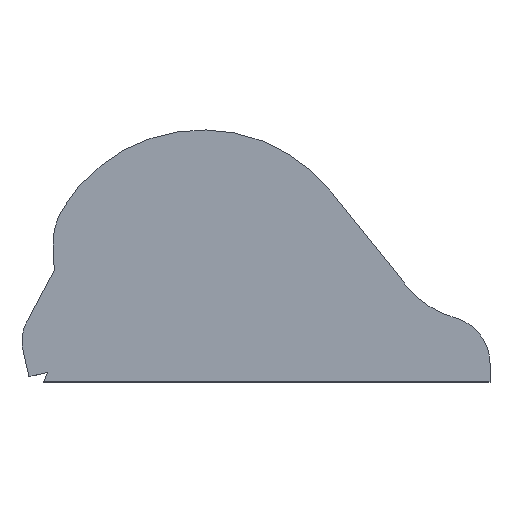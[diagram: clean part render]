
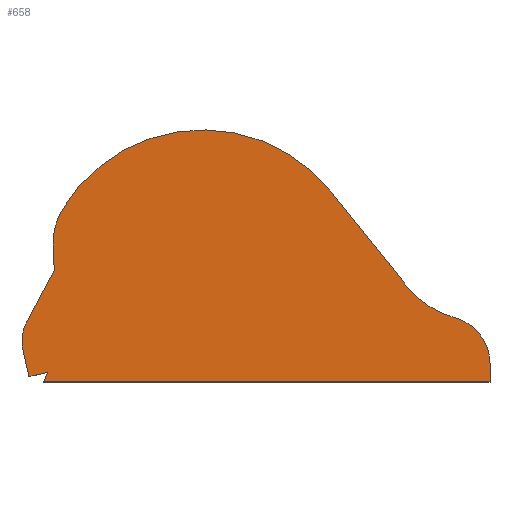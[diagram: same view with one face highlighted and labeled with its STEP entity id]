
A CAD part, top view. The second image highlights one B-rep face of the part: STEP entity #658.
In plain terms, the highlighted planar face has unit normal (0, 0, 1).
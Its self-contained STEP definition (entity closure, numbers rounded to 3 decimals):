
#4 = DIRECTION ( 'NONE',  ( -0.471, -0.882, 0. ) ) ;
#10 = LINE ( 'NONE', #276, #81 ) ;
#11 = AXIS2_PLACEMENT_3D ( 'NONE', #784, #206, #472 ) ;
#15 = VERTEX_POINT ( 'NONE', #263 ) ;
#19 = DIRECTION ( 'NONE',  ( 1., 0., 0. ) ) ;
#24 = VECTOR ( 'NONE', #786, 1000. ) ;
#25 = EDGE_CURVE ( 'NONE', #369, #718, #681, .T. ) ;
#29 = DIRECTION ( 'NONE',  ( 0., 0., -1. ) ) ;
#30 = VERTEX_POINT ( 'NONE', #340 ) ;
#57 = CARTESIAN_POINT ( 'NONE',  ( 93.076, 27.911, 14. ) ) ;
#58 = CARTESIAN_POINT ( 'NONE',  ( 104.5, 4.783, 14. ) ) ;
#61 = CIRCLE ( 'NONE', #851, 25.531 ) ;
#75 = CARTESIAN_POINT ( 'NONE',  ( -5.48, 8.61, 14. ) ) ;
#80 = DIRECTION ( 'NONE',  ( 0.217, -0.976, 0. ) ) ;
#81 = VECTOR ( 'NONE', #621, 1000. ) ;
#98 = CARTESIAN_POINT ( 'NONE',  ( 1., 2.5, 14. ) ) ;
#104 = ORIENTED_EDGE ( 'NONE', *, *, #734, .T. ) ;
#106 = AXIS2_PLACEMENT_3D ( 'NONE', #58, #383, #729 ) ;
#110 = EDGE_CURVE ( 'NONE', #136, #240, #133, .T. ) ;
#113 = LINE ( 'NONE', #250, #199 ) ;
#133 = LINE ( 'NONE', #333, #328 ) ;
#136 = VERTEX_POINT ( 'NONE', #642 ) ;
#152 = CIRCLE ( 'NONE', #11, 17. ) ;
#153 = ORIENTED_EDGE ( 'NONE', *, *, #110, .T. ) ;
#154 = EDGE_CURVE ( 'NONE', #240, #384, #467, .T. ) ;
#196 = ORIENTED_EDGE ( 'NONE', *, *, #154, .T. ) ;
#199 = VECTOR ( 'NONE', #721, 1000. ) ;
#202 = FACE_OUTER_BOUND ( 'NONE', #443, .T. ) ;
#206 = DIRECTION ( 'NONE',  ( 0., 0., 1. ) ) ;
#237 = VECTOR ( 'NONE', #282, 1000. ) ;
#238 = VERTEX_POINT ( 'NONE', #696 ) ;
#240 = VERTEX_POINT ( 'NONE', #433 ) ;
#250 = CARTESIAN_POINT ( 'NONE',  ( 2.5, 35.917, 14. ) ) ;
#256 = CARTESIAN_POINT ( 'NONE',  ( 75.224, 50.074, 14. ) ) ;
#263 = CARTESIAN_POINT ( 'NONE',  ( 0., 0., 14. ) ) ;
#276 = CARTESIAN_POINT ( 'NONE',  ( 1., 2.5, 14. ) ) ;
#282 = DIRECTION ( 'NONE',  ( -0.627, 0.779, 0. ) ) ;
#287 = CARTESIAN_POINT ( 'NONE',  ( -3.881, 1.415, 14. ) ) ;
#288 = LINE ( 'NONE', #75, #339 ) ;
#291 = PLANE ( 'NONE',  #862 ) ;
#306 = VERTEX_POINT ( 'NONE', #568 ) ;
#310 = ORIENTED_EDGE ( 'NONE', *, *, #404, .T. ) ;
#316 = ORIENTED_EDGE ( 'NONE', *, *, #531, .T. ) ;
#328 = VECTOR ( 'NONE', #4, 1000. ) ;
#333 = CARTESIAN_POINT ( 'NONE',  ( 2.753, 29.162, 14. ) ) ;
#335 = DIRECTION ( 'NONE',  ( 0., 0., 1. ) ) ;
#339 = VECTOR ( 'NONE', #80, 1000. ) ;
#340 = CARTESIAN_POINT ( 'NONE',  ( 107.868, 16.82, 14. ) ) ;
#352 = CIRCLE ( 'NONE', #106, 12.5 ) ;
#353 = ORIENTED_EDGE ( 'NONE', *, *, #387, .T. ) ;
#369 = VERTEX_POINT ( 'NONE', #256 ) ;
#372 = ORIENTED_EDGE ( 'NONE', *, *, #456, .T. ) ;
#383 = DIRECTION ( 'NONE',  ( 0., 0., 1. ) ) ;
#384 = VERTEX_POINT ( 'NONE', #865 ) ;
#387 = EDGE_CURVE ( 'NONE', #641, #136, #113, .T. ) ;
#397 = CARTESIAN_POINT ( 'NONE',  ( 104.5, 4.783, 14. ) ) ;
#399 = VERTEX_POINT ( 'NONE', #57 ) ;
#401 = CARTESIAN_POINT ( 'NONE',  ( 0., 0., 14. ) ) ;
#404 = EDGE_CURVE ( 'NONE', #15, #238, #646, .T. ) ;
#407 = LINE ( 'NONE', #557, #237 ) ;
#422 = LINE ( 'NONE', #287, #707 ) ;
#433 = CARTESIAN_POINT ( 'NONE',  ( -4.541, 15.485, 14. ) ) ;
#443 = EDGE_LOOP ( 'NONE', ( #870, #316, #310, #104, #765, #673, #838, #811, #372, #353, #153, #196, #794 ) ) ;
#456 = EDGE_CURVE ( 'NONE', #718, #641, #152, .T. ) ;
#460 = EDGE_CURVE ( 'NONE', #384, #306, #288, .T. ) ;
#462 = DIRECTION ( 'NONE',  ( 0., 0., 1. ) ) ;
#467 = CIRCLE ( 'NONE', #782, 10. ) ;
#472 = DIRECTION ( 'NONE',  ( 1., 0., 0. ) ) ;
#477 = EDGE_CURVE ( 'NONE', #399, #369, #407, .T. ) ;
#500 = DIRECTION ( 'NONE',  ( 0.976, 0.217, 0. ) ) ;
#503 = AXIS2_PLACEMENT_3D ( 'NONE', #730, #799, #545 ) ;
#525 = DIRECTION ( 'NONE',  ( 1., 0., 0. ) ) ;
#531 = EDGE_CURVE ( 'NONE', #757, #15, #10, .T. ) ;
#542 = VERTEX_POINT ( 'NONE', #672 ) ;
#545 = DIRECTION ( 'NONE',  ( 1., 0., 0. ) ) ;
#548 = DIRECTION ( 'NONE',  ( 1., 0., 0. ) ) ;
#557 = CARTESIAN_POINT ( 'NONE',  ( 93.076, 27.911, 14. ) ) ;
#563 = CARTESIAN_POINT ( 'NONE',  ( 114.748, 41.407, 14. ) ) ;
#568 = CARTESIAN_POINT ( 'NONE',  ( -3.881, 1.415, 14. ) ) ;
#587 = LINE ( 'NONE', #767, #24 ) ;
#621 = DIRECTION ( 'NONE',  ( -0.371, -0.928, 0. ) ) ;
#641 = VERTEX_POINT ( 'NONE', #814 ) ;
#642 = CARTESIAN_POINT ( 'NONE',  ( 2.753, 29.162, 14. ) ) ;
#646 = LINE ( 'NONE', #401, #706 ) ;
#658 = ADVANCED_FACE ( 'NONE', ( #202 ), #291, .T. ) ;
#672 = CARTESIAN_POINT ( 'NONE',  ( 117., 4.783, 14. ) ) ;
#673 = ORIENTED_EDGE ( 'NONE', *, *, #708, .T. ) ;
#681 = CIRCLE ( 'NONE', #503, 43. ) ;
#696 = CARTESIAN_POINT ( 'NONE',  ( 117., 0., 14. ) ) ;
#706 = VECTOR ( 'NONE', #525, 1000. ) ;
#707 = VECTOR ( 'NONE', #500, 1000. ) ;
#708 = EDGE_CURVE ( 'NONE', #30, #399, #61, .T. ) ;
#718 = VERTEX_POINT ( 'NONE', #835 ) ;
#721 = DIRECTION ( 'NONE',  ( 0.037, -0.999, 0. ) ) ;
#729 = DIRECTION ( 'NONE',  ( 1., 0., 0. ) ) ;
#730 = CARTESIAN_POINT ( 'NONE',  ( 41.736, 23.1, 14. ) ) ;
#734 = EDGE_CURVE ( 'NONE', #238, #542, #587, .T. ) ;
#747 = EDGE_CURVE ( 'NONE', #306, #757, #422, .T. ) ;
#757 = VERTEX_POINT ( 'NONE', #98 ) ;
#765 = ORIENTED_EDGE ( 'NONE', *, *, #844, .T. ) ;
#767 = CARTESIAN_POINT ( 'NONE',  ( 117., 0., 14. ) ) ;
#781 = CARTESIAN_POINT ( 'NONE',  ( 4.282, 10.779, 14. ) ) ;
#782 = AXIS2_PLACEMENT_3D ( 'NONE', #781, #462, #805 ) ;
#784 = CARTESIAN_POINT ( 'NONE',  ( 19.488, 36.554, 14. ) ) ;
#786 = DIRECTION ( 'NONE',  ( 0., 1., 0. ) ) ;
#794 = ORIENTED_EDGE ( 'NONE', *, *, #460, .T. ) ;
#799 = DIRECTION ( 'NONE',  ( 0., 0., 1. ) ) ;
#805 = DIRECTION ( 'NONE',  ( 1., 0., 0. ) ) ;
#811 = ORIENTED_EDGE ( 'NONE', *, *, #25, .T. ) ;
#814 = CARTESIAN_POINT ( 'NONE',  ( 2.5, 35.917, 14. ) ) ;
#835 = CARTESIAN_POINT ( 'NONE',  ( 4.941, 45.35, 14. ) ) ;
#838 = ORIENTED_EDGE ( 'NONE', *, *, #477, .T. ) ;
#844 = EDGE_CURVE ( 'NONE', #542, #30, #352, .T. ) ;
#851 = AXIS2_PLACEMENT_3D ( 'NONE', #563, #29, #19 ) ;
#862 = AXIS2_PLACEMENT_3D ( 'NONE', #397, #335, #548 ) ;
#865 = CARTESIAN_POINT ( 'NONE',  ( -5.48, 8.61, 14. ) ) ;
#870 = ORIENTED_EDGE ( 'NONE', *, *, #747, .T. ) ;
